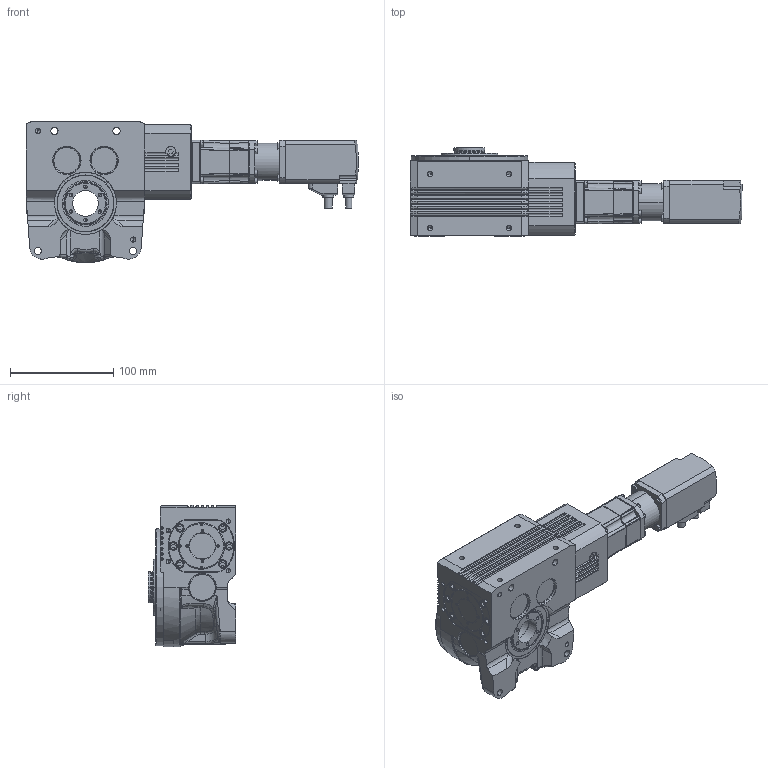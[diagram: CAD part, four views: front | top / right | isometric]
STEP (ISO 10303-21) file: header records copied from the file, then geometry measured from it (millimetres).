
FILE_DESCRIPTION (( 'STEP AP203' ), '1' );
FILE_NAME ('RGV049V4446X000.STEP', '2022-07-13T02:53:29', ( '' ), ( '' ), 'SwSTEP 2.0', 'SolidWorks 2019', '' );
FILE_SCHEMA (( 'CONFIG_CONTROL_DESIGN' ));
Length unit declared in the file: millimetre
Products named in the file (7): Outside_9810086201_HPN-11A-20-J6ADHZ-XF1-OM; B1288; RGV040-015GT-00_PRT019153; RGV049V4446X000; HX-A-M03_M3*10HX-A-4.8; RGV040-減速機ベース_PRT019154; CAP-M3-SC_M3x15
Assembly tree (12 placements, depth 2):
  RGV049V4446X000
    RGV040-015GT-00_PRT019153
    RGV040-減速機ベース_PRT019154
    B1288
    Outside_9810086201_HPN-11A-20-J6ADHZ-XF1-OM
    CAP-M3-SC_M3x15  x4
    HX-A-M03_M3*10HX-A-4.8  x4
Bounding box: 321 x 85 x 137.03 mm (x, y, z)
Volume: 1387120.3 mm3; surface area: 197055.8 mm2
Topology: 14 solids, 14 shells, 2570 faces, 6278 edges, 3879 vertices
Faces by surface type: plane 940, cylinder 845, cone 434, bspline 173, torus 155, sphere 23
Entity records: 84972 total; most frequent: CARTESIAN_POINT 26568, DIRECTION 12123, ORIENTED_EDGE 11868, EDGE_CURVE 5934, AXIS2_PLACEMENT_3D 4611, VERTEX_POINT 3747, VECTOR 2901, LINE 2901
